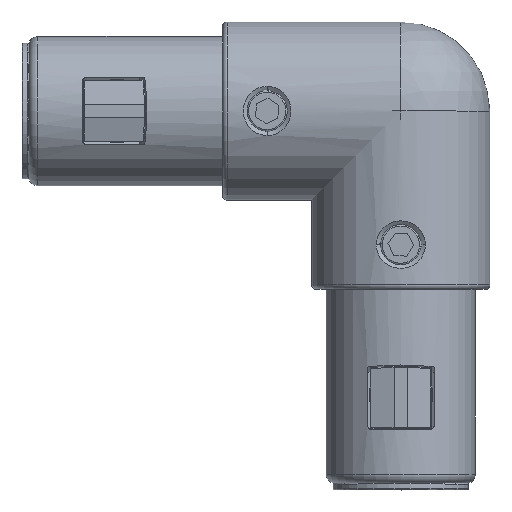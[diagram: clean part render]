
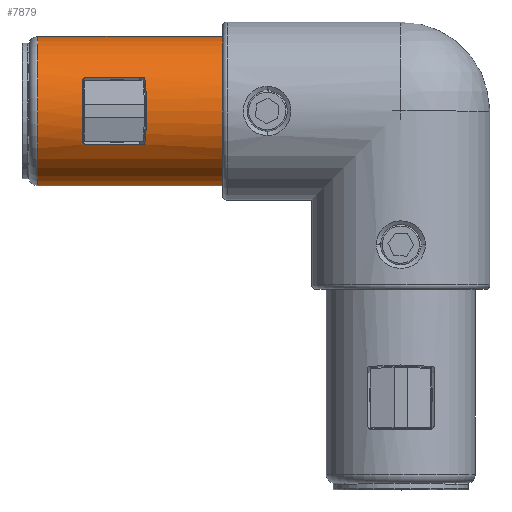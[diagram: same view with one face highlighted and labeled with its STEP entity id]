
A CAD part, top view. The second image highlights one B-rep face of the part: STEP entity #7879.
In plain terms, the highlighted cylindrical face has radius 16.75 mm (diameter 33.5 mm), a partial arc.
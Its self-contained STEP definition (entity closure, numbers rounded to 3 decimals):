
#118 = DIRECTION ( 'NONE',  ( 0., -1., 0. ) ) ;
#120 = ORIENTED_EDGE ( 'NONE', *, *, #8515, .F. ) ;
#194 = CARTESIAN_POINT ( 'NONE',  ( 0., 83.5, 0. ) ) ;
#235 = DIRECTION ( 'NONE',  ( 0., 0., -1. ) ) ;
#351 = EDGE_CURVE ( 'NONE', #5244, #1278, #3404, .T. ) ;
#643 = VECTOR ( 'NONE', #2982, 1000. ) ;
#793 = EDGE_CURVE ( 'NONE', #8413, #5244, #9430, .T. ) ;
#831 = DIRECTION ( 'NONE',  ( 0., 1., 0. ) ) ;
#891 = AXIS2_PLACEMENT_3D ( 'NONE', #6514, #3560, #6479 ) ;
#951 = ORIENTED_EDGE ( 'NONE', *, *, #6586, .T. ) ;
#1151 = CARTESIAN_POINT ( 'NONE',  ( -14.977, 57.475, -7.5 ) ) ;
#1206 = ORIENTED_EDGE ( 'NONE', *, *, #5763, .F. ) ;
#1269 = ORIENTED_EDGE ( 'NONE', *, *, #351, .F. ) ;
#1278 = VERTEX_POINT ( 'NONE', #2658 ) ;
#1308 = CARTESIAN_POINT ( 'NONE',  ( -14.977, 70.639, 7.5 ) ) ;
#1423 = VERTEX_POINT ( 'NONE', #8695 ) ;
#1669 = ORIENTED_EDGE ( 'NONE', *, *, #6896, .T. ) ;
#1801 = AXIS2_PLACEMENT_3D ( 'NONE', #194, #7619, #235 ) ;
#2204 = CARTESIAN_POINT ( 'NONE',  ( 0., 40., 16.75 ) ) ;
#2265 = CARTESIAN_POINT ( 'NONE',  ( -15.384, 71.5, -6.628 ) ) ;
#2645 = ORIENTED_EDGE ( 'NONE', *, *, #4359, .T. ) ;
#2658 = CARTESIAN_POINT ( 'NONE',  ( -14.977, 57.475, 7.5 ) ) ;
#2812 = CARTESIAN_POINT ( 'NONE',  ( -14.977, 57.475, -7.5 ) ) ;
#2843 = VECTOR ( 'NONE', #118, 1000. ) ;
#2982 = DIRECTION ( 'NONE',  ( 0., -1., 0. ) ) ;
#3003 = CARTESIAN_POINT ( 'NONE',  ( -14.977, 70.5, -7.5 ) ) ;
#3008 = CARTESIAN_POINT ( 'NONE',  ( 0., 40., 0. ) ) ;
#3085 = CARTESIAN_POINT ( 'NONE',  ( 0., 83.5, 16.75 ) ) ;
#3118 = CARTESIAN_POINT ( 'NONE',  ( -15.083, 71.132, -7.286 ) ) ;
#3131 = DIRECTION ( 'NONE',  ( 0., 0., 1. ) ) ;
#3223 = CARTESIAN_POINT ( 'NONE',  ( 0., 81.5, -16.75 ) ) ;
#3308 = CARTESIAN_POINT ( 'NONE',  ( -17.386, 56.83, 2.69 ) ) ;
#3387 = CARTESIAN_POINT ( 'NONE',  ( -14.977, 83.5, 7.5 ) ) ;
#3404 =( BOUNDED_CURVE ( )  B_SPLINE_CURVE ( 3, ( #2812, #7853, #3308, #5619 ),
 .UNSPECIFIED., .F., .F. ) 
 B_SPLINE_CURVE_WITH_KNOTS ( ( 4, 4 ),
 ( 5.819, 6.747 ),
 .UNSPECIFIED. ) 
 CURVE ( )  GEOMETRIC_REPRESENTATION_ITEM ( )  RATIONAL_B_SPLINE_CURVE ( ( 1., 0.929, 0.929, 1. ) ) 
 REPRESENTATION_ITEM ( '' )  );
#3452 = AXIS2_PLACEMENT_3D ( 'NONE', #4635, #3860, #3131 ) ;
#3560 = DIRECTION ( 'NONE',  ( 0., -1., 0. ) ) ;
#3667 = CYLINDRICAL_SURFACE ( 'NONE', #1801, 16.75 ) ;
#3860 = DIRECTION ( 'NONE',  ( 0., -1., 0. ) ) ;
#3891 = VERTEX_POINT ( 'NONE', #7353 ) ;
#3916 = CARTESIAN_POINT ( 'NONE',  ( -15.045, 71.023, -7.363 ) ) ;
#3927 = VERTEX_POINT ( 'NONE', #5208 ) ;
#4001 = B_SPLINE_CURVE_WITH_KNOTS ( 'NONE', 3,
 ( #9122, #2265, #6828, #8355, #7488, #3118, #3916, #8224, #9003, #4529 ),
 .UNSPECIFIED., .F., .F.,
 ( 4, 2, 2, 2, 4 ),
 ( 0., 0., 0.001, 0.001, 0.002 ),
 .UNSPECIFIED. ) ;
#4156 = CARTESIAN_POINT ( 'NONE',  ( -15.223, 71.382, 6.988 ) ) ;
#4246 = LINE ( 'NONE', #3085, #2843 ) ;
#4359 = EDGE_CURVE ( 'NONE', #4562, #6647, #8921, .T. ) ;
#4461 = DIRECTION ( 'NONE',  ( 0., 0., 1. ) ) ;
#4529 = CARTESIAN_POINT ( 'NONE',  ( -14.977, 70.5, -7.5 ) ) ;
#4562 = VERTEX_POINT ( 'NONE', #6611 ) ;
#4590 = B_SPLINE_CURVE_WITH_KNOTS ( 'NONE', 3,
 ( #7237, #1308, #9444, #4995, #7887, #8609, #4156, #4906, #6395, #4970 ),
 .UNSPECIFIED., .F., .F.,
 ( 4, 2, 2, 2, 4 ),
 ( 0., 0., 0.001, 0.001, 0.002 ),
 .UNSPECIFIED. ) ;
#4635 = CARTESIAN_POINT ( 'NONE',  ( 0., 71.5, 0. ) ) ;
#4831 = VECTOR ( 'NONE', #5623, 1000. ) ;
#4894 = ORIENTED_EDGE ( 'NONE', *, *, #6199, .F. ) ;
#4906 = CARTESIAN_POINT ( 'NONE',  ( -15.329, 71.476, 6.753 ) ) ;
#4970 = CARTESIAN_POINT ( 'NONE',  ( -15.437, 71.5, 6.5 ) ) ;
#4995 = CARTESIAN_POINT ( 'NONE',  ( -15.045, 71.022, 7.364 ) ) ;
#5198 = CIRCLE ( 'NONE', #9242, 16.75 ) ;
#5208 = CARTESIAN_POINT ( 'NONE',  ( -15.437, 71.5, -6.5 ) ) ;
#5244 = VERTEX_POINT ( 'NONE', #1151 ) ;
#5282 = EDGE_CURVE ( 'NONE', #1278, #8154, #5291, .T. ) ;
#5291 = LINE ( 'NONE', #3387, #4831 ) ;
#5619 = CARTESIAN_POINT ( 'NONE',  ( -14.977, 57.475, 7.5 ) ) ;
#5623 = DIRECTION ( 'NONE',  ( 0., 1., 0. ) ) ;
#5632 = CARTESIAN_POINT ( 'NONE',  ( -14.977, 83.5, -7.5 ) ) ;
#5651 = EDGE_CURVE ( 'NONE', #4562, #8988, #4246, .T. ) ;
#5763 = EDGE_CURVE ( 'NONE', #3927, #8413, #4001, .T. ) ;
#6199 = EDGE_CURVE ( 'NONE', #8154, #1423, #4590, .T. ) ;
#6376 = DIRECTION ( 'NONE',  ( 0., -1., 0. ) ) ;
#6395 = CARTESIAN_POINT ( 'NONE',  ( -15.384, 71.5, 6.628 ) ) ;
#6479 = DIRECTION ( 'NONE',  ( 0., 0., 1. ) ) ;
#6514 = CARTESIAN_POINT ( 'NONE',  ( 0., 81.5, 0. ) ) ;
#6586 = EDGE_CURVE ( 'NONE', #3891, #8988, #5198, .T. ) ;
#6611 = CARTESIAN_POINT ( 'NONE',  ( 0., 81.5, 16.75 ) ) ;
#6647 = VERTEX_POINT ( 'NONE', #3223 ) ;
#6805 = LINE ( 'NONE', #8152, #643 ) ;
#6828 = CARTESIAN_POINT ( 'NONE',  ( -15.329, 71.476, -6.752 ) ) ;
#6896 = EDGE_CURVE ( 'NONE', #6647, #3891, #6805, .T. ) ;
#7132 = EDGE_LOOP ( 'NONE', ( #9365, #1206, #120, #4894, #9039, #1269 ) ) ;
#7237 = CARTESIAN_POINT ( 'NONE',  ( -14.977, 70.5, 7.5 ) ) ;
#7353 = CARTESIAN_POINT ( 'NONE',  ( 0., 40., -16.75 ) ) ;
#7488 = CARTESIAN_POINT ( 'NONE',  ( -15.172, 71.313, -7.097 ) ) ;
#7609 = FACE_OUTER_BOUND ( 'NONE', #8139, .T. ) ;
#7619 = DIRECTION ( 'NONE',  ( 0., -1., 0. ) ) ;
#7792 = ORIENTED_EDGE ( 'NONE', *, *, #5651, .F. ) ;
#7853 = CARTESIAN_POINT ( 'NONE',  ( -17.386, 56.83, -2.69 ) ) ;
#7879 = ADVANCED_FACE ( 'NONE', ( #7609, #9515 ), #3667, .T. ) ;
#7887 = CARTESIAN_POINT ( 'NONE',  ( -15.083, 71.132, 7.285 ) ) ;
#8139 = EDGE_LOOP ( 'NONE', ( #7792, #2645, #1669, #951 ) ) ;
#8152 = CARTESIAN_POINT ( 'NONE',  ( 0., 83.5, -16.75 ) ) ;
#8154 = VERTEX_POINT ( 'NONE', #9470 ) ;
#8224 = CARTESIAN_POINT ( 'NONE',  ( -14.992, 70.775, -7.471 ) ) ;
#8355 = CARTESIAN_POINT ( 'NONE',  ( -15.223, 71.382, -6.989 ) ) ;
#8413 = VERTEX_POINT ( 'NONE', #3003 ) ;
#8515 = EDGE_CURVE ( 'NONE', #1423, #3927, #9562, .T. ) ;
#8609 = CARTESIAN_POINT ( 'NONE',  ( -15.172, 71.312, 7.098 ) ) ;
#8695 = CARTESIAN_POINT ( 'NONE',  ( -15.437, 71.5, 6.5 ) ) ;
#8844 = VECTOR ( 'NONE', #6376, 1000. ) ;
#8921 = CIRCLE ( 'NONE', #891, 16.75 ) ;
#8988 = VERTEX_POINT ( 'NONE', #2204 ) ;
#9003 = CARTESIAN_POINT ( 'NONE',  ( -14.977, 70.639, -7.5 ) ) ;
#9039 = ORIENTED_EDGE ( 'NONE', *, *, #5282, .F. ) ;
#9122 = CARTESIAN_POINT ( 'NONE',  ( -15.437, 71.5, -6.5 ) ) ;
#9242 = AXIS2_PLACEMENT_3D ( 'NONE', #3008, #831, #4461 ) ;
#9365 = ORIENTED_EDGE ( 'NONE', *, *, #793, .F. ) ;
#9430 = LINE ( 'NONE', #5632, #8844 ) ;
#9444 = CARTESIAN_POINT ( 'NONE',  ( -14.992, 70.775, 7.471 ) ) ;
#9470 = CARTESIAN_POINT ( 'NONE',  ( -14.977, 70.5, 7.5 ) ) ;
#9515 = FACE_BOUND ( 'NONE', #7132, .T. ) ;
#9562 = CIRCLE ( 'NONE', #3452, 16.75 ) ;
